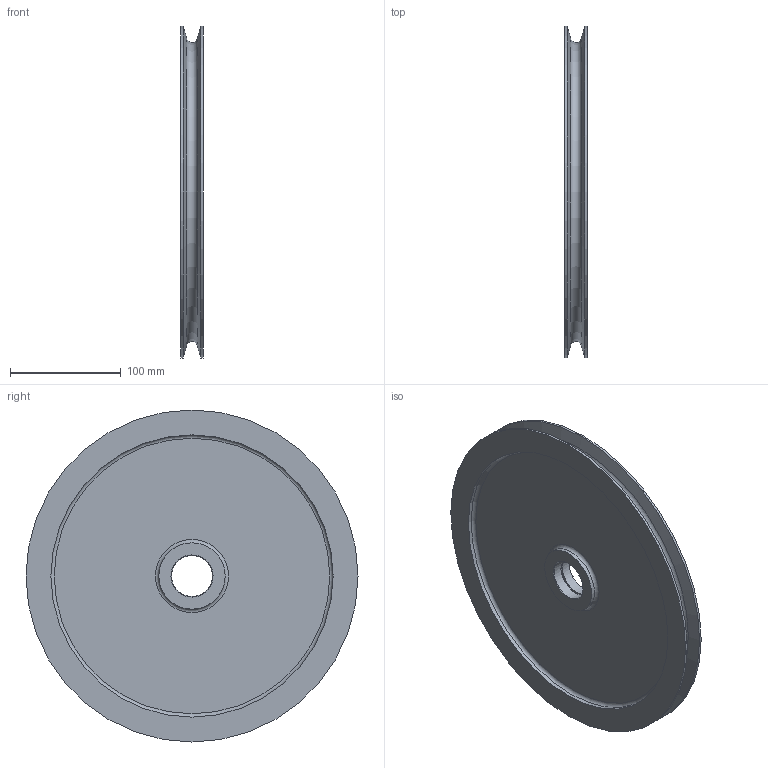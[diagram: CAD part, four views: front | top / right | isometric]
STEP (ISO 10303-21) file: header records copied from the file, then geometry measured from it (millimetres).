
FILE_DESCRIPTION (( 'STEP AP203' ), '1' );
FILE_NAME ('250729 STEP 1-400385-02_1656.STEP', '2025-07-29T05:53:25', ( '' ), ( '' ), 'SwSTEP 2.0', 'SolidWorks 2024', '' );
FILE_SCHEMA (( 'CONFIG_CONTROL_DESIGN' ));
Length unit declared in the file: millimetre
Products named in the file (1): 250729 STEP 1-400385-02_1656
Bounding box: 20 x 300 x 300 mm (x, y, z)
Volume: 615487.3 mm3; surface area: 188506.6 mm2
Topology: 1 solids, 1 shells, 26 faces, 47 edges, 29 vertices
Faces by surface type: cylinder 9, plane 8, torus 5, cone 4
Full cylindrical faces by diameter (mm): 37 x2, 39 x1, 60 x2, 255 x2, 300 x2
Entity records: 605 total; most frequent: DIRECTION 106, CARTESIAN_POINT 79, AXIS2_PLACEMENT_3D 53, EDGE_LOOP 52, ORIENTED_EDGE 52, FACE_OUTER_BOUND 40, EDGE_CURVE 26, CIRCLE 26
